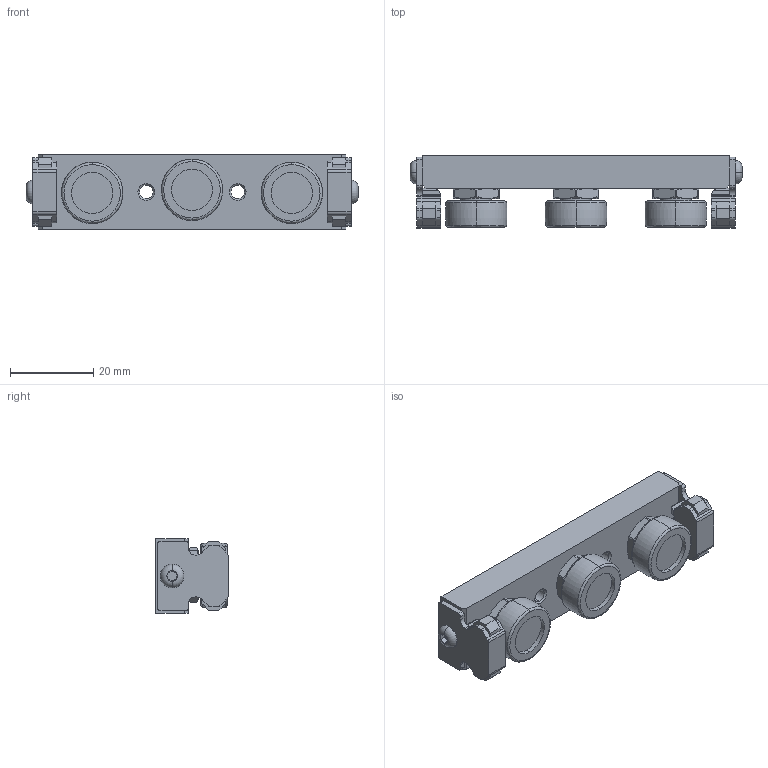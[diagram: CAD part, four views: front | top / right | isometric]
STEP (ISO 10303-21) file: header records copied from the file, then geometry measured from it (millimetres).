
FILE_DESCRIPTION (( 'STEP AP203' ), '1' );
FILE_NAME ('LUC-0-3W.step', '2024-05-13T17:20:41', ( '' ), ( '' ), 'SwSTEP 2.0', 'SolidWorks 2023', '' );
FILE_SCHEMA (( 'CONFIG_CONTROL_DESIGN' ));
Length unit declared in the file: inch
Products named in the file (1): LUC-0-3W
Bounding box: 79.86 x 17.45 x 18.01 mm (x, y, z)
Volume: 15491.6 mm3; surface area: 10001.8 mm2
Topology: 7 solids, 7 shells, 466 faces, 1159 edges, 728 vertices
Faces by surface type: plane 198, cylinder 142, cone 90, bspline 26, torus 10
Entity records: 14474 total; most frequent: CARTESIAN_POINT 3396, ORIENTED_EDGE 2310, DIRECTION 2305, EDGE_CURVE 1155, AXIS2_PLACEMENT_3D 857, VERTEX_POINT 728, LINE 591, VECTOR 591
